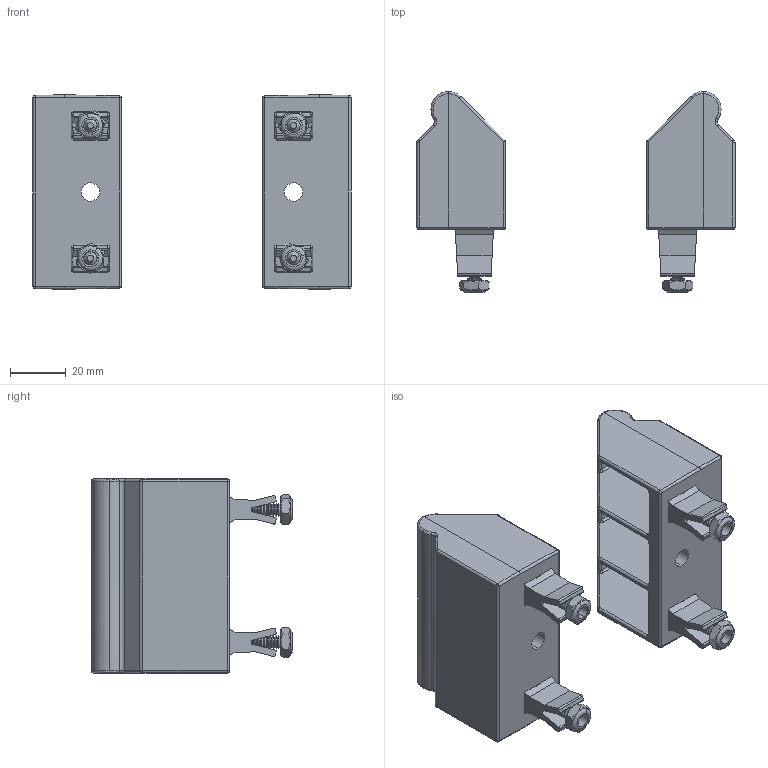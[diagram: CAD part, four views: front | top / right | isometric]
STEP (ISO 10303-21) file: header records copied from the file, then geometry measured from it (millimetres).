
FILE_DESCRIPTION (( 'STEP AP203' ), '1' );
FILE_NAME ('K5020-906.STEP', '2014-09-02T13:51:02', ( 'jgonzalez' ), ( '' ), 'SwSTEP 2.0', 'SolidWorks 2014', '' );
FILE_SCHEMA (( 'CONFIG_CONTROL_DESIGN' ));
Length unit declared in the file: inch
Products named in the file (5): 1020-206; 7016 Spread_step7; 2046; 2049LN_#10; K5020-906
Assembly tree (14 placements, depth 2):
  K5020-906
    1020-206  x2
    7016 Spread_step7  x4
    2046  x4
    2049LN_#10  x4
Bounding box: 114.3 x 72.09 x 69.85 mm (x, y, z)
Volume: 77520.8 mm3; surface area: 49002.5 mm2
Topology: 18 solids, 18 shells, 1630 faces, 3848 edges, 2292 vertices
Faces by surface type: plane 512, cone 448, bspline 318, cylinder 272, sphere 48, torus 32
Entity records: 23806 total; most frequent: CARTESIAN_POINT 10529, ORIENTED_EDGE 2798, DIRECTION 2285, EDGE_CURVE 1399, VERTEX_POINT 845, AXIS2_PLACEMENT_3D 797, LINE 691, VECTOR 691
